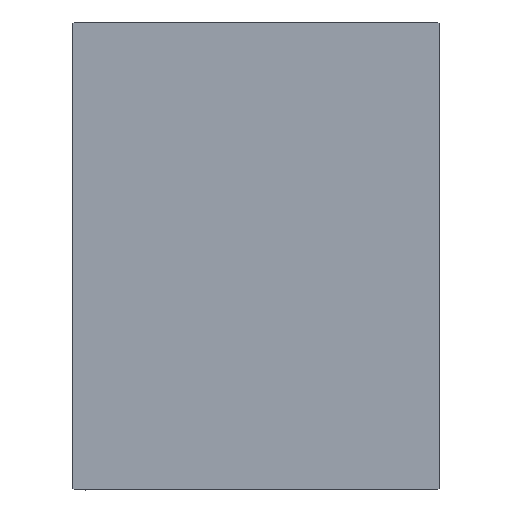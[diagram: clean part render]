
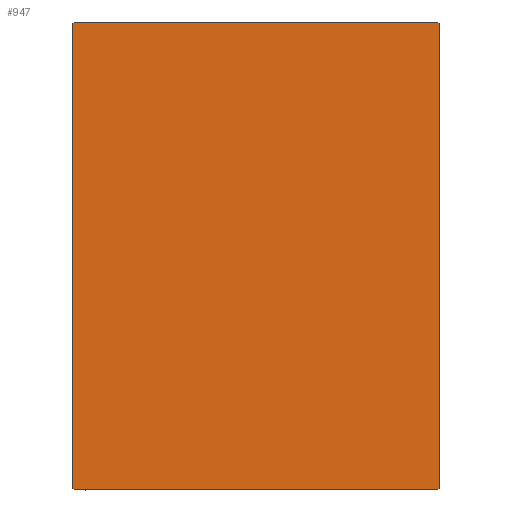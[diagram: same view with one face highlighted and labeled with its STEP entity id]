
A CAD part, left-side view. The second image highlights one B-rep face of the part: STEP entity #947.
In plain terms, the highlighted face is planar.
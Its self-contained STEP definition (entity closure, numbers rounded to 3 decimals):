
#947 = ADVANCED_FACE ( 'NONE', ( #14100 ), #18242, .T. ) ;
#1554 = VECTOR ( 'NONE', #8461, 1000. ) ;
#1992 = CARTESIAN_POINT ( 'NONE',  ( 238., -44.7, 57.5 ) ) ;
#2347 = EDGE_CURVE ( 'NONE', #3419, #6853, #14921, .T. ) ;
#2406 = EDGE_LOOP ( 'NONE', ( #31647, #28943, #34218, #30456, #17423, #3524, #28949, #8064 ) ) ;
#2659 = VECTOR ( 'NONE', #44809, 1000. ) ;
#3419 = VERTEX_POINT ( 'NONE', #29636 ) ;
#3426 = DIRECTION ( 'NONE',  ( 0., 0.707, -0.707 ) ) ;
#3524 = ORIENTED_EDGE ( 'NONE', *, *, #45454, .T. ) ;
#4005 = EDGE_CURVE ( 'NONE', #17146, #33934, #25870, .T. ) ;
#4889 = VECTOR ( 'NONE', #40633, 1000. ) ;
#5364 = CARTESIAN_POINT ( 'NONE',  ( 238., -51.1, 51.1 ) ) ;
#6853 = VERTEX_POINT ( 'NONE', #43581 ) ;
#7245 = CARTESIAN_POINT ( 'NONE',  ( 238., 45., -57.2 ) ) ;
#7273 = CARTESIAN_POINT ( 'NONE',  ( 238., 44.7, -57.5 ) ) ;
#8064 = ORIENTED_EDGE ( 'NONE', *, *, #2347, .T. ) ;
#8461 = DIRECTION ( 'NONE',  ( 0., 0., 1. ) ) ;
#11208 = EDGE_CURVE ( 'NONE', #38163, #17146, #20407, .T. ) ;
#11852 = VECTOR ( 'NONE', #31686, 1000. ) ;
#12714 = DIRECTION ( 'NONE',  ( 0., -0.707, -0.707 ) ) ;
#12922 = CARTESIAN_POINT ( 'NONE',  ( 238., 45., 57.2 ) ) ;
#13183 = EDGE_CURVE ( 'NONE', #39603, #3419, #37189, .T. ) ;
#13492 = CARTESIAN_POINT ( 'NONE',  ( 238., 51.1, 51.1 ) ) ;
#14100 = FACE_OUTER_BOUND ( 'NONE', #2406, .T. ) ;
#14921 = LINE ( 'NONE', #43012, #44427 ) ;
#15206 = LINE ( 'NONE', #32917, #16967 ) ;
#16967 = VECTOR ( 'NONE', #29450, 1000. ) ;
#17146 = VERTEX_POINT ( 'NONE', #22415 ) ;
#17423 = ORIENTED_EDGE ( 'NONE', *, *, #4005, .T. ) ;
#17656 = CARTESIAN_POINT ( 'NONE',  ( 238., -45., -57.5 ) ) ;
#17886 = LINE ( 'NONE', #17656, #11852 ) ;
#18242 = PLANE ( 'NONE',  #20841 ) ;
#18304 = CARTESIAN_POINT ( 'NONE',  ( 238., -45., 57.2 ) ) ;
#20407 = LINE ( 'NONE', #13492, #2659 ) ;
#20841 = AXIS2_PLACEMENT_3D ( 'NONE', #42645, #35280, #39187 ) ;
#22415 = CARTESIAN_POINT ( 'NONE',  ( 238., 44.7, 57.5 ) ) ;
#23149 = CARTESIAN_POINT ( 'NONE',  ( 238., -45., 57.5 ) ) ;
#24248 = VERTEX_POINT ( 'NONE', #7245 ) ;
#25870 = LINE ( 'NONE', #39907, #31121 ) ;
#26297 = LINE ( 'NONE', #5364, #44319 ) ;
#28943 = ORIENTED_EDGE ( 'NONE', *, *, #28990, .T. ) ;
#28949 = ORIENTED_EDGE ( 'NONE', *, *, #13183, .T. ) ;
#28990 = EDGE_CURVE ( 'NONE', #30369, #24248, #15206, .T. ) ;
#29450 = DIRECTION ( 'NONE',  ( 0., 0.707, 0.707 ) ) ;
#29636 = CARTESIAN_POINT ( 'NONE',  ( 238., -45., -57.2 ) ) ;
#30369 = VERTEX_POINT ( 'NONE', #7273 ) ;
#30456 = ORIENTED_EDGE ( 'NONE', *, *, #11208, .T. ) ;
#31121 = VECTOR ( 'NONE', #40578, 1000. ) ;
#31647 = ORIENTED_EDGE ( 'NONE', *, *, #38652, .T. ) ;
#31686 = DIRECTION ( 'NONE',  ( 0., 1., 0. ) ) ;
#32607 = EDGE_CURVE ( 'NONE', #24248, #38163, #39989, .T. ) ;
#32917 = CARTESIAN_POINT ( 'NONE',  ( 238., 51.1, -51.1 ) ) ;
#33301 = CARTESIAN_POINT ( 'NONE',  ( 238., 45., -57.5 ) ) ;
#33934 = VERTEX_POINT ( 'NONE', #1992 ) ;
#34218 = ORIENTED_EDGE ( 'NONE', *, *, #32607, .T. ) ;
#35280 = DIRECTION ( 'NONE',  ( 1., 0., 0. ) ) ;
#37189 = LINE ( 'NONE', #23149, #4889 ) ;
#38163 = VERTEX_POINT ( 'NONE', #12922 ) ;
#38652 = EDGE_CURVE ( 'NONE', #6853, #30369, #17886, .T. ) ;
#39187 = DIRECTION ( 'NONE',  ( 0., 0., -1. ) ) ;
#39603 = VERTEX_POINT ( 'NONE', #18304 ) ;
#39907 = CARTESIAN_POINT ( 'NONE',  ( 238., 45., 57.5 ) ) ;
#39989 = LINE ( 'NONE', #33301, #1554 ) ;
#40578 = DIRECTION ( 'NONE',  ( 0., -1., 0. ) ) ;
#40633 = DIRECTION ( 'NONE',  ( 0., 0., -1. ) ) ;
#42645 = CARTESIAN_POINT ( 'NONE',  ( 238., 0., 0. ) ) ;
#43012 = CARTESIAN_POINT ( 'NONE',  ( 238., -51.1, -51.1 ) ) ;
#43581 = CARTESIAN_POINT ( 'NONE',  ( 238., -44.7, -57.5 ) ) ;
#44319 = VECTOR ( 'NONE', #12714, 1000. ) ;
#44427 = VECTOR ( 'NONE', #3426, 1000. ) ;
#44809 = DIRECTION ( 'NONE',  ( 0., -0.707, 0.707 ) ) ;
#45454 = EDGE_CURVE ( 'NONE', #33934, #39603, #26297, .T. ) ;
